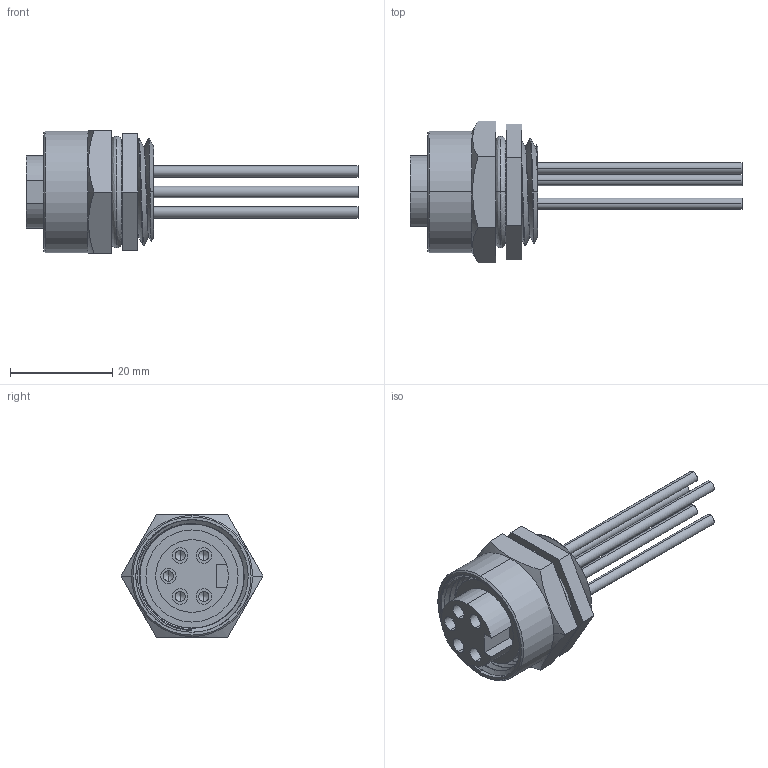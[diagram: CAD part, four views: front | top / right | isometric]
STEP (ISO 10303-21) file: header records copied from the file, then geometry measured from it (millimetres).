
FILE_DESCRIPTION (( 'STEP AP203' ), '1' );
FILE_NAME ('P346.STEP', '2020-04-15T06:35:00', ( 'edpusr' ), ( 'Microsoft' ), 'SwSTEP 2.0', 'SolidWorks 2015', '' );
FILE_SCHEMA (( 'CONFIG_CONTROL_DESIGN' ));
Length unit declared in the file: millimetre
Products named in the file (1): P346
Bounding box: 64.9 x 27.71 x 24 mm (x, y, z)
Volume: 8933.4 mm3; surface area: 7679.4 mm2
Topology: 2 solids, 2 shells, 123 faces, 277 edges, 172 vertices
Faces by surface type: cylinder 51, plane 39, cone 20, bspline 13
Entity records: 5165 total; most frequent: CARTESIAN_POINT 2403, DIRECTION 578, ORIENTED_EDGE 534, EDGE_CURVE 267, AXIS2_PLACEMENT_3D 231, VERTEX_POINT 172, EDGE_LOOP 147, ADVANCED_FACE 123
